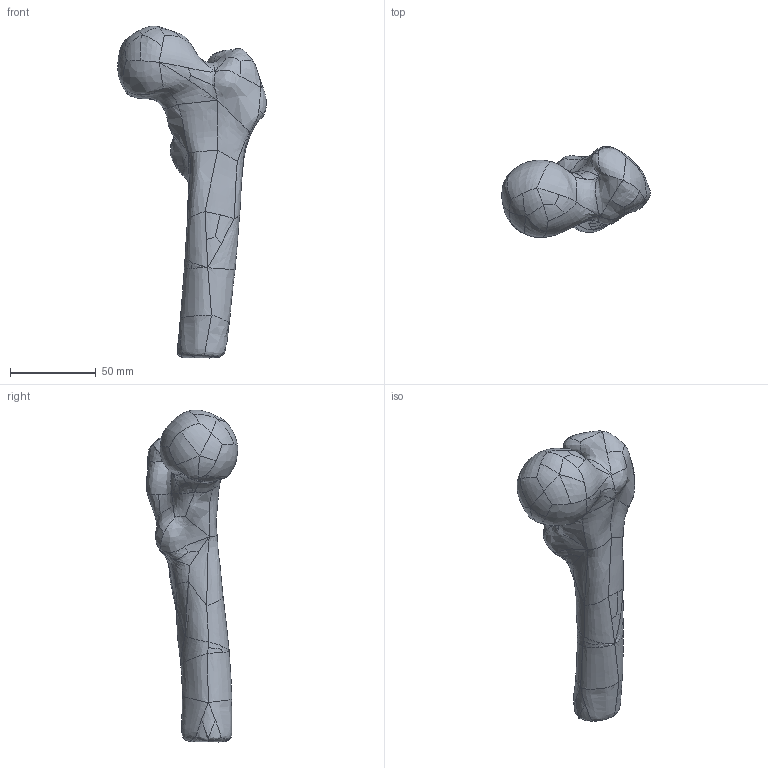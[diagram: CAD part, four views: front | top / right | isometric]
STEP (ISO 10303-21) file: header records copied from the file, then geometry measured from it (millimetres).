
FILE_DESCRIPTION((''),'2;1');
FILE_NAME('','',('none'),('none'),'','','none');
FILE_SCHEMA(('AUTOMOTIVE_DESIGN'));
Length unit declared in the file: millimetre
Bounding box: 86.77 x 53.19 x 193.76 mm (x, y, z)
Volume: 206534.2 mm3; surface area: 26183.1 mm2
Topology: 1 solids, 1 shells, 120 faces, 268 edges, 150 vertices
Faces by surface type: bspline 120
Entity records: 27454 total; most frequent: CARTESIAN_POINT 25738, ORIENTED_EDGE 536, B_SPLINE_CURVE_WITH_KNOTS 268, EDGE_CURVE 268, VERTEX_POINT 150, B_SPLINE_SURFACE_WITH_KNOTS 120, EDGE_LOOP 120, FACE_OUTER_BOUND 120
